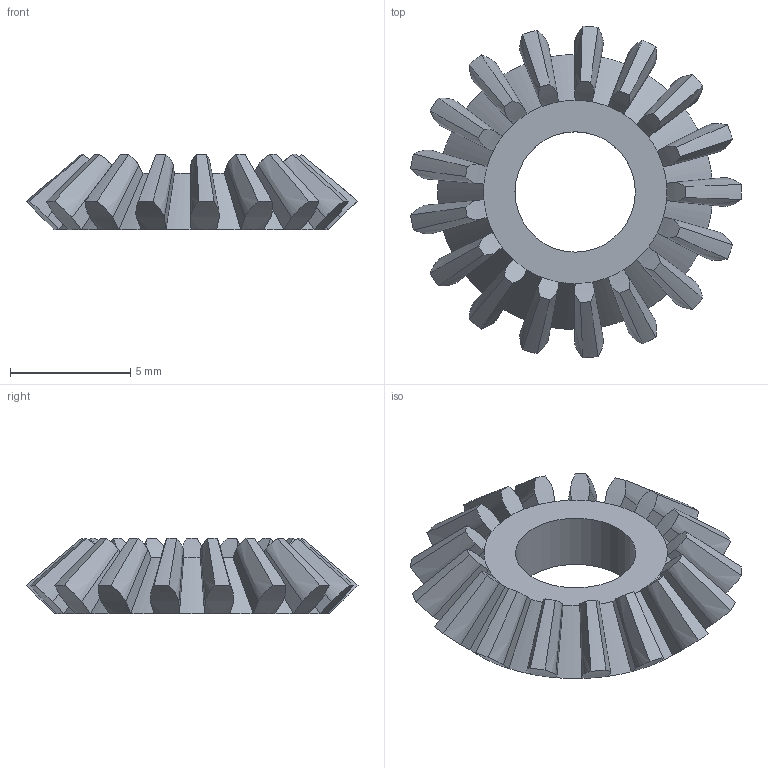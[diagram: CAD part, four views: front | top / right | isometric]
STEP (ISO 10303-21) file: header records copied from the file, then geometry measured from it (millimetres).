
FILE_DESCRIPTION(/* description */ (''),/* implementation_level */ '2;1');
FILE_NAME(/* name */ 'bevel gear v1.step',/* time_stamp */ '2025-05-21T10:35:08-07:00',/* author */ (''),/* organization */ (''),/* preprocessor_version */ 'ST-DEVELOPER v20.1',/* originating_system */ 'Autodesk Translation Framework v14.10.0.0',/* authorisation */ '');
FILE_SCHEMA (('AUTOMOTIVE_DESIGN { 1 0 10303 214 3 1 1 }'));
Length unit declared in the file: millimetre
Products named in the file (2): bevel gear; Component2
Assembly tree (1 placements, depth 2):
  bevel gear
    Component2
Bounding box: 13.74 x 13.79 x 3.14 mm (x, y, z)
Volume: 187.2 mm3; surface area: 410.5 mm2
Topology: 1 solids, 1 shells, 139 faces, 360 edges, 223 vertices
Faces by surface type: bspline 85, cone 51, plane 2, cylinder 1
Full cylindrical faces by diameter (mm): 5 x1
Entity records: 10238 total; most frequent: CARTESIAN_POINT 7583, ORIENTED_EDGE 720, EDGE_CURVE 360, B_SPLINE_CURVE_WITH_KNOTS 289, DIRECTION 255, VERTEX_POINT 223, EDGE_LOOP 141, FACE_OUTER_BOUND 139
